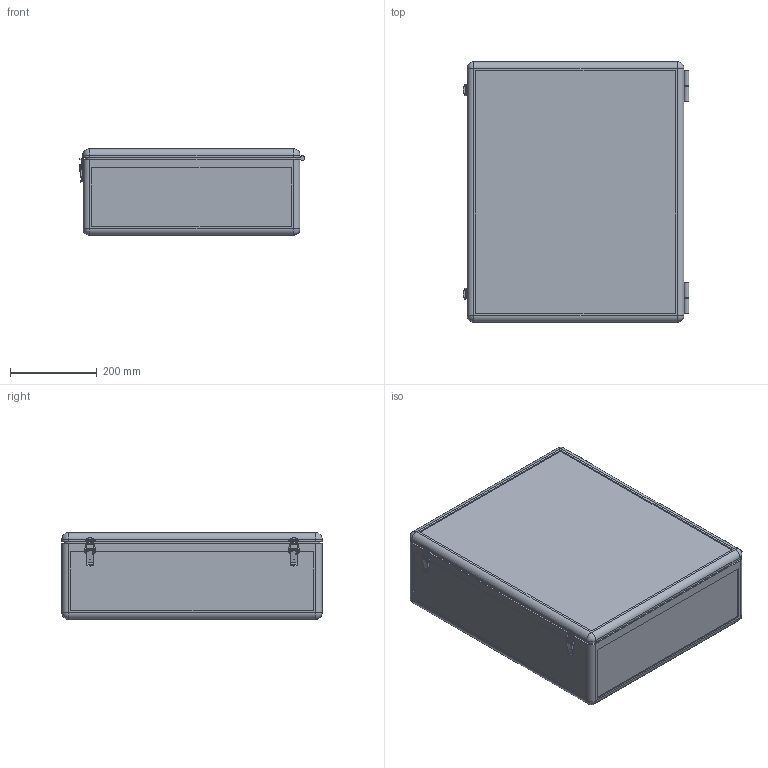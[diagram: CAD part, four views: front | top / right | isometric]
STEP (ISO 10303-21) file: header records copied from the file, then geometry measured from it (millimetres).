
FILE_DESCRIPTION (( 'STEP AP203' ), '1' );
FILE_NAME ('CHB-521N-STP.step', '2024-05-20T04:51:37', ( '' ), ( '' ), 'SwSTEP 2.0', 'SolidWorks 2011', '' );
FILE_SCHEMA (( 'CONFIG_CONTROL_DESIGN' ));
Products named in the file (3): CHB-521N-STP; door; box
Assembly tree (2 placements, depth 2):
  CHB-521N-STP
    box
    door
Bounding box: 520.6 x 600 x 200 mm (x, y, z)
Volume: 3508662.2 mm3; surface area: 2468971 mm2
Topology: 6 solids, 6 shells, 1726 faces, 4500 edges, 2834 vertices
Faces by surface type: plane 1228, cylinder 378, bspline 60, sphere 36, cone 16, torus 8
Entity records: 60959 total; most frequent: CARTESIAN_POINT 18605, ORIENTED_EDGE 8920, DIRECTION 8286, EDGE_CURVE 4460, VECTOR 3500, LINE 3500, VERTEX_POINT 2834, AXIS2_PLACEMENT_3D 2393
